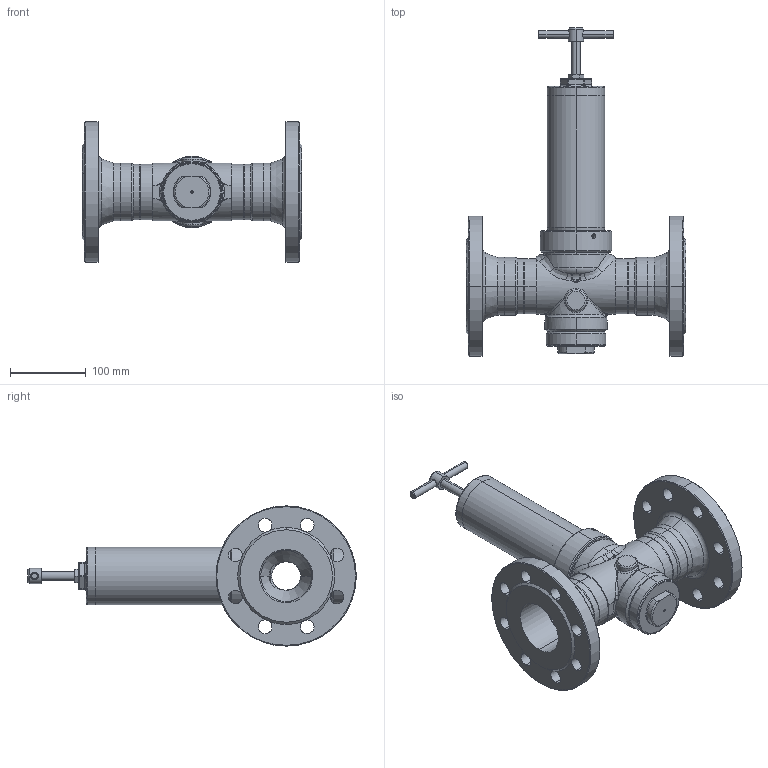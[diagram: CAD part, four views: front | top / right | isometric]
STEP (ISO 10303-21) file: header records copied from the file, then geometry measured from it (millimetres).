
FILE_DESCRIPTION (( 'STEP AP203' ), '1' );
FILE_NAME ('Typ_81-BG_III-D065-(48-64).STEP', '2021-04-13T07:05:42', ( '' ), ( '' ), 'SwSTEP 2.0', 'SolidWorks 2016', '' );
FILE_SCHEMA (( 'CONFIG_CONTROL_DESIGN' ));
Length unit declared in the file: millimetre
Products named in the file (1): Typ_81-BG_III-D065-(48-64)
Bounding box: 290 x 433.5 x 185 mm (x, y, z)
Volume: 1631492.2 mm3; surface area: 429800.7 mm2
Topology: 11 solids, 11 shells, 536 faces, 1246 edges, 732 vertices
Faces by surface type: cylinder 193, cone 160, torus 78, plane 63, bspline 34, sphere 8
Entity records: 19522 total; most frequent: CARTESIAN_POINT 7240, DIRECTION 2723, ORIENTED_EDGE 2476, EDGE_CURVE 1238, AXIS2_PLACEMENT_3D 1185, VERTEX_POINT 732, CIRCLE 682, EDGE_LOOP 600
